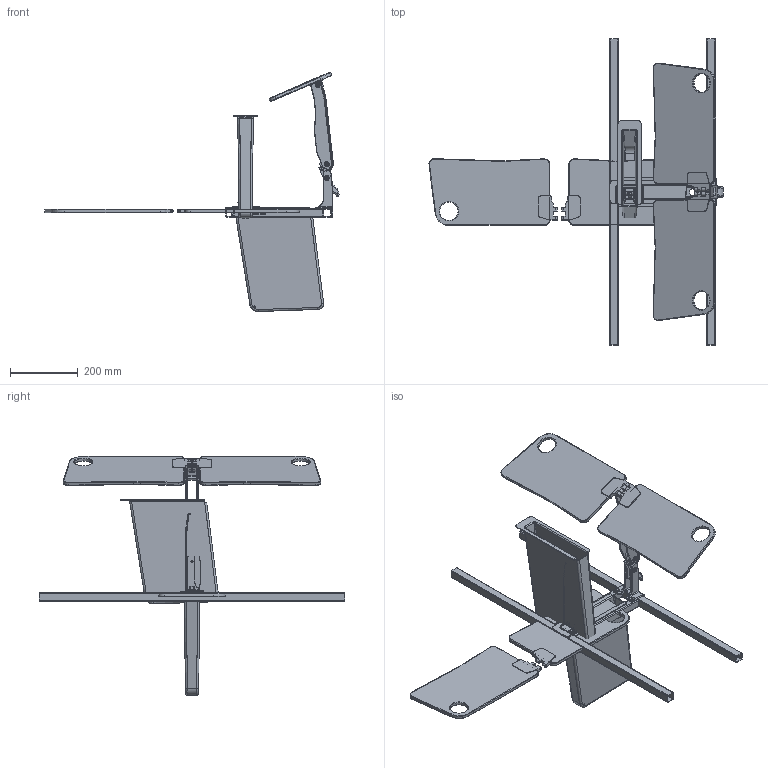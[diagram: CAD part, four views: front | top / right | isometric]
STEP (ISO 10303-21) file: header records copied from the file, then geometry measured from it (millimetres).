
FILE_DESCRIPTION( ( 'Unknown' ), '1' );
FILE_NAME( 'TC-STEP .stp', 'Unknown', ( 'Unknown' ), ( 'Unknown' ), 'PSStep 10.0', 'Unknown', ' ' );
FILE_SCHEMA( ( 'AUTOMOTIVE_DESIGN { 1 0 10303 214 1 1 1 1 }' ) );
Length unit declared in the file: millimetre
Products named in the file (23): stg tavolino SX; Assem1; stg tavolino DX; LEVA_SGANCIO; O; I; P; B; B_mir; BASE_TELAIO; R; T; Q; S; H; H-oa0; H-oa1; F; F-oa2; F-oa3; A; L; L-oa4
Bounding box: 864.88 x 900 x 703.19 mm (x, y, z)
Volume: 5813244.9 mm3; surface area: 2385714.9 mm2
Topology: 46 solids, 46 shells, 2550 faces, 6222 edges, 3724 vertices
Faces by surface type: cylinder 1130, plane 720, torus 454, bspline 170, cone 38, sphere 38
Full cylindrical faces by diameter (mm): 1.7 x6, 4 x12, 4.2 x6, 5 x6, 6 x46, 8 x16, 8.5 x4, 11 x7, 15 x12, 16 x4, 54 x5
Entity records: 42394 total; most frequent: CARTESIAN_POINT 10283, DIRECTION 5305, ORIENTED_EDGE 4714, EDGE_CURVE 2357, AXIS2_PLACEMENT_3D 2104, VERTEX_POINT 1469, EDGE_LOOP 1209, FACE_OUTER_BOUND 1100
